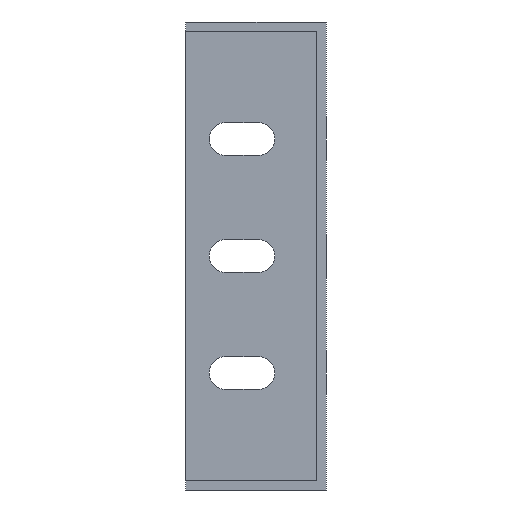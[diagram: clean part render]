
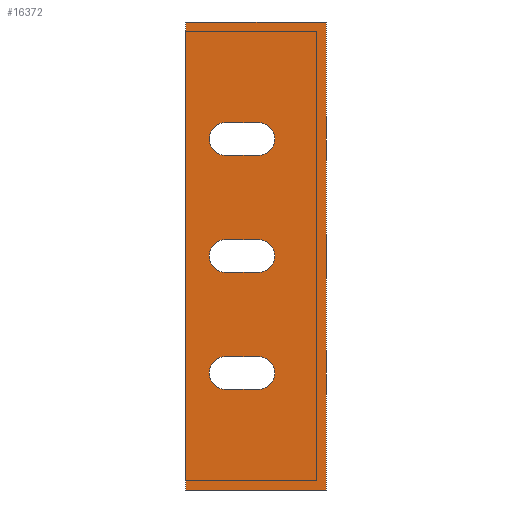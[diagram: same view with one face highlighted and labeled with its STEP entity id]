
A CAD part, left-side view. The second image highlights one B-rep face of the part: STEP entity #16372.
In plain terms, the highlighted planar face has unit normal (-1, 0, 0).
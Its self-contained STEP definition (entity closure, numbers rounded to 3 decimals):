
#142 = FACE_BOUND ( 'NONE', #13803, .T. ) ;
#255 = CARTESIAN_POINT ( 'NONE',  ( -351., 14.5, -3.5 ) ) ;
#271 = CARTESIAN_POINT ( 'NONE',  ( -351., 30., -50. ) ) ;
#276 = VERTEX_POINT ( 'NONE', #11747 ) ;
#423 = VERTEX_POINT ( 'NONE', #2673 ) ;
#1217 = VERTEX_POINT ( 'NONE', #23334 ) ;
#1441 = DIRECTION ( 'NONE',  ( 0., 1., 0. ) ) ;
#2058 = DIRECTION ( 'NONE',  ( 0., -1., 0. ) ) ;
#2122 = DIRECTION ( 'NONE',  ( 0., -1., 0. ) ) ;
#2673 = CARTESIAN_POINT ( 'NONE',  ( -351., 14.5, -28.5 ) ) ;
#2697 = VERTEX_POINT ( 'NONE', #10178 ) ;
#2930 = VECTOR ( 'NONE', #16046, 1000. ) ;
#2975 = EDGE_CURVE ( 'NONE', #22376, #16394, #19004, .T. ) ;
#3137 = LINE ( 'NONE', #23377, #17086 ) ;
#3189 = CARTESIAN_POINT ( 'NONE',  ( -351., 0., -50. ) ) ;
#3226 = CARTESIAN_POINT ( 'NONE',  ( -351., 21.5, -21.5 ) ) ;
#3270 = CARTESIAN_POINT ( 'NONE',  ( -351., 21.5, -3.5 ) ) ;
#3736 = CARTESIAN_POINT ( 'NONE',  ( -351., 0., 0. ) ) ;
#3738 = DIRECTION ( 'NONE',  ( 0., -1., 0. ) ) ;
#3752 = CIRCLE ( 'NONE', #13986, 3.5 ) ;
#3843 = CIRCLE ( 'NONE', #20701, 3.5 ) ;
#4065 = FACE_BOUND ( 'NONE', #22883, .T. ) ;
#4215 = ORIENTED_EDGE ( 'NONE', *, *, #19140, .T. ) ;
#4398 = EDGE_CURVE ( 'NONE', #6562, #15762, #16283, .T. ) ;
#4523 = ORIENTED_EDGE ( 'NONE', *, *, #22520, .T. ) ;
#4556 = CARTESIAN_POINT ( 'NONE',  ( -351., 21.5, 25. ) ) ;
#4694 = CARTESIAN_POINT ( 'NONE',  ( -351., 14.5, -21.5 ) ) ;
#4990 = CARTESIAN_POINT ( 'NONE',  ( -351., 21.5, 28.5 ) ) ;
#5114 = CARTESIAN_POINT ( 'NONE',  ( -351., 14.5, 25. ) ) ;
#5350 = CARTESIAN_POINT ( 'NONE',  ( -351., 30., 50. ) ) ;
#5646 = FACE_BOUND ( 'NONE', #23987, .T. ) ;
#5677 = VECTOR ( 'NONE', #17005, 1000. ) ;
#5760 = ORIENTED_EDGE ( 'NONE', *, *, #18986, .F. ) ;
#5788 = VECTOR ( 'NONE', #2122, 1000. ) ;
#5854 = CARTESIAN_POINT ( 'NONE',  ( -351., 21.5, 0. ) ) ;
#6082 = CARTESIAN_POINT ( 'NONE',  ( -351., 14.5, 21.5 ) ) ;
#6337 = VERTEX_POINT ( 'NONE', #4694 ) ;
#6355 = ORIENTED_EDGE ( 'NONE', *, *, #21881, .T. ) ;
#6406 = DIRECTION ( 'NONE',  ( 0., -1., 0. ) ) ;
#6562 = VERTEX_POINT ( 'NONE', #255 ) ;
#6831 = EDGE_CURVE ( 'NONE', #15762, #12612, #18185, .T. ) ;
#7296 = LINE ( 'NONE', #18735, #5677 ) ;
#8068 = DIRECTION ( 'NONE',  ( 1., 0., 0. ) ) ;
#8240 = EDGE_CURVE ( 'NONE', #20360, #6337, #12231, .T. ) ;
#8371 = VERTEX_POINT ( 'NONE', #13493 ) ;
#8618 = ORIENTED_EDGE ( 'NONE', *, *, #12690, .T. ) ;
#8734 = ORIENTED_EDGE ( 'NONE', *, *, #18769, .T. ) ;
#8838 = ORIENTED_EDGE ( 'NONE', *, *, #8240, .T. ) ;
#9001 = VECTOR ( 'NONE', #21268, 1000. ) ;
#9372 = DIRECTION ( 'NONE',  ( 0., 0., 1. ) ) ;
#9513 = ORIENTED_EDGE ( 'NONE', *, *, #17247, .T. ) ;
#9532 = DIRECTION ( 'NONE',  ( 0., -1., 0. ) ) ;
#9626 = CIRCLE ( 'NONE', #23725, 3.5 ) ;
#9734 = CARTESIAN_POINT ( 'NONE',  ( -351., 0., 50. ) ) ;
#9843 = VECTOR ( 'NONE', #1441, 1000. ) ;
#10178 = CARTESIAN_POINT ( 'NONE',  ( -351., 14.5, 3.5 ) ) ;
#10218 = CARTESIAN_POINT ( 'NONE',  ( -351., 21.5, 3.5 ) ) ;
#10352 = AXIS2_PLACEMENT_3D ( 'NONE', #5114, #23774, #21815 ) ;
#10520 = CARTESIAN_POINT ( 'NONE',  ( -351., 21.5, -3.5 ) ) ;
#11281 = ORIENTED_EDGE ( 'NONE', *, *, #13227, .T. ) ;
#11536 = CARTESIAN_POINT ( 'NONE',  ( -351., 0., 338.989 ) ) ;
#11747 = CARTESIAN_POINT ( 'NONE',  ( -351., 14.5, 28.5 ) ) ;
#12055 = LINE ( 'NONE', #10218, #17638 ) ;
#12231 = LINE ( 'NONE', #23514, #2930 ) ;
#12247 = ORIENTED_EDGE ( 'NONE', *, *, #14243, .T. ) ;
#12612 = VERTEX_POINT ( 'NONE', #14423 ) ;
#12669 = CARTESIAN_POINT ( 'NONE',  ( -351., 0., 50. ) ) ;
#12690 = EDGE_CURVE ( 'NONE', #1217, #20360, #13921, .T. ) ;
#13227 = EDGE_CURVE ( 'NONE', #276, #16020, #15064, .T. ) ;
#13493 = CARTESIAN_POINT ( 'NONE',  ( -351., 0., -50. ) ) ;
#13803 = EDGE_LOOP ( 'NONE', ( #21617, #9513, #11281, #15198 ) ) ;
#13921 = CIRCLE ( 'NONE', #20587, 3.5 ) ;
#13986 = AXIS2_PLACEMENT_3D ( 'NONE', #23668, #14356, #23917 ) ;
#14243 = EDGE_CURVE ( 'NONE', #423, #1217, #3137, .T. ) ;
#14353 = LINE ( 'NONE', #3189, #18654 ) ;
#14356 = DIRECTION ( 'NONE',  ( 1., 0., 0. ) ) ;
#14423 = CARTESIAN_POINT ( 'NONE',  ( -351., 21.5, 3.5 ) ) ;
#14906 = CARTESIAN_POINT ( 'NONE',  ( -351., 21.5, -25. ) ) ;
#15064 = CIRCLE ( 'NONE', #10352, 3.5 ) ;
#15118 = DIRECTION ( 'NONE',  ( 0., 1., 0. ) ) ;
#15126 = CARTESIAN_POINT ( 'NONE',  ( -351., 21.5, 28.5 ) ) ;
#15178 = AXIS2_PLACEMENT_3D ( 'NONE', #11536, #18932, #15118 ) ;
#15198 = ORIENTED_EDGE ( 'NONE', *, *, #20060, .T. ) ;
#15431 = CARTESIAN_POINT ( 'NONE',  ( -351., 30., 338.989 ) ) ;
#15762 = VERTEX_POINT ( 'NONE', #10520 ) ;
#15852 = ORIENTED_EDGE ( 'NONE', *, *, #6831, .T. ) ;
#16020 = VERTEX_POINT ( 'NONE', #6082 ) ;
#16046 = DIRECTION ( 'NONE',  ( 0., -1., 0. ) ) ;
#16212 = DIRECTION ( 'NONE',  ( 1., 0., 0. ) ) ;
#16283 = LINE ( 'NONE', #3270, #9843 ) ;
#16372 = ADVANCED_FACE ( 'NONE', ( #4065, #142, #5646, #22587 ), #22341, .T. ) ;
#16394 = VERTEX_POINT ( 'NONE', #271 ) ;
#17005 = DIRECTION ( 'NONE',  ( 0., 1., 0. ) ) ;
#17086 = VECTOR ( 'NONE', #22022, 1000. ) ;
#17247 = EDGE_CURVE ( 'NONE', #20974, #276, #17341, .T. ) ;
#17341 = LINE ( 'NONE', #15126, #5788 ) ;
#17431 = EDGE_CURVE ( 'NONE', #23776, #20974, #3843, .T. ) ;
#17638 = VECTOR ( 'NONE', #6406, 1000. ) ;
#17802 = DIRECTION ( 'NONE',  ( 0., -1., 0. ) ) ;
#18185 = CIRCLE ( 'NONE', #22069, 3.5 ) ;
#18244 = CARTESIAN_POINT ( 'NONE',  ( -351., 21.5, 21.5 ) ) ;
#18482 = LINE ( 'NONE', #3736, #19183 ) ;
#18654 = VECTOR ( 'NONE', #17802, 1000. ) ;
#18735 = CARTESIAN_POINT ( 'NONE',  ( -351., 21.5, 21.5 ) ) ;
#18769 = EDGE_CURVE ( 'NONE', #8371, #20431, #18482, .T. ) ;
#18881 = DIRECTION ( 'NONE',  ( 1., 0., 0. ) ) ;
#18932 = DIRECTION ( 'NONE',  ( -1., 0., 0. ) ) ;
#18986 = EDGE_CURVE ( 'NONE', #22376, #20431, #22741, .T. ) ;
#19004 = LINE ( 'NONE', #15431, #24281 ) ;
#19140 = EDGE_CURVE ( 'NONE', #12612, #2697, #12055, .T. ) ;
#19183 = VECTOR ( 'NONE', #9372, 1000. ) ;
#20060 = EDGE_CURVE ( 'NONE', #16020, #23776, #7296, .T. ) ;
#20084 = ORIENTED_EDGE ( 'NONE', *, *, #20607, .T. ) ;
#20360 = VERTEX_POINT ( 'NONE', #3226 ) ;
#20431 = VERTEX_POINT ( 'NONE', #12669 ) ;
#20587 = AXIS2_PLACEMENT_3D ( 'NONE', #14906, #22375, #3738 ) ;
#20607 = EDGE_CURVE ( 'NONE', #16394, #8371, #14353, .T. ) ;
#20701 = AXIS2_PLACEMENT_3D ( 'NONE', #4556, #16212, #23681 ) ;
#20798 = EDGE_LOOP ( 'NONE', ( #20922, #20084, #8734, #5760 ) ) ;
#20922 = ORIENTED_EDGE ( 'NONE', *, *, #2975, .T. ) ;
#20974 = VERTEX_POINT ( 'NONE', #4990 ) ;
#21188 = CARTESIAN_POINT ( 'NONE',  ( -351., 14.5, -25. ) ) ;
#21268 = DIRECTION ( 'NONE',  ( 0., -1., 0. ) ) ;
#21343 = ORIENTED_EDGE ( 'NONE', *, *, #4398, .T. ) ;
#21617 = ORIENTED_EDGE ( 'NONE', *, *, #17431, .T. ) ;
#21815 = DIRECTION ( 'NONE',  ( 0., -1., 0. ) ) ;
#21881 = EDGE_CURVE ( 'NONE', #2697, #6562, #3752, .T. ) ;
#22022 = DIRECTION ( 'NONE',  ( 0., 1., 0. ) ) ;
#22069 = AXIS2_PLACEMENT_3D ( 'NONE', #5854, #8068, #9532 ) ;
#22341 = PLANE ( 'NONE',  #15178 ) ;
#22375 = DIRECTION ( 'NONE',  ( 1., 0., 0. ) ) ;
#22376 = VERTEX_POINT ( 'NONE', #5350 ) ;
#22520 = EDGE_CURVE ( 'NONE', #6337, #423, #9626, .T. ) ;
#22587 = FACE_OUTER_BOUND ( 'NONE', #20798, .T. ) ;
#22741 = LINE ( 'NONE', #9734, #9001 ) ;
#22883 = EDGE_LOOP ( 'NONE', ( #8618, #8838, #4523, #12247 ) ) ;
#22903 = DIRECTION ( 'NONE',  ( 0., 0., -1. ) ) ;
#23334 = CARTESIAN_POINT ( 'NONE',  ( -351., 21.5, -28.5 ) ) ;
#23377 = CARTESIAN_POINT ( 'NONE',  ( -351., 21.5, -28.5 ) ) ;
#23514 = CARTESIAN_POINT ( 'NONE',  ( -351., 21.5, -21.5 ) ) ;
#23668 = CARTESIAN_POINT ( 'NONE',  ( -351., 14.5, 0. ) ) ;
#23681 = DIRECTION ( 'NONE',  ( 0., -1., 0. ) ) ;
#23725 = AXIS2_PLACEMENT_3D ( 'NONE', #21188, #18881, #2058 ) ;
#23774 = DIRECTION ( 'NONE',  ( 1., 0., 0. ) ) ;
#23776 = VERTEX_POINT ( 'NONE', #18244 ) ;
#23917 = DIRECTION ( 'NONE',  ( 0., -1., 0. ) ) ;
#23987 = EDGE_LOOP ( 'NONE', ( #15852, #4215, #6355, #21343 ) ) ;
#24281 = VECTOR ( 'NONE', #22903, 1000. ) ;
